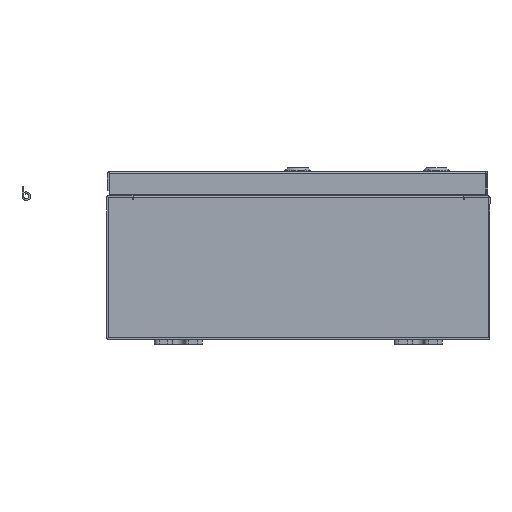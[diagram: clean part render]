
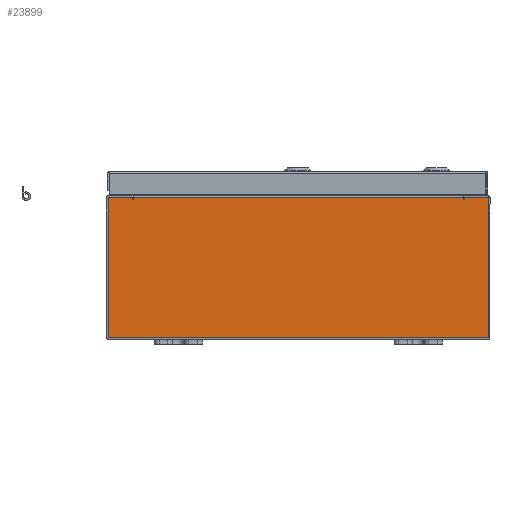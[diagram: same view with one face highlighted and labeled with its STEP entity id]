
A CAD part, front view. The second image highlights one B-rep face of the part: STEP entity #23899.
In plain terms, the highlighted face is planar.
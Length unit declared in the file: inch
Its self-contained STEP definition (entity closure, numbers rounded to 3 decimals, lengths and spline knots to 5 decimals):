
#55 = LINE ( 'NONE', #19875, #50385 ) ;
#493 = DIRECTION ( 'NONE',  ( 1., 0., 0. ) ) ;
#610 = VERTEX_POINT ( 'NONE', #31109 ) ;
#1041 = CARTESIAN_POINT ( 'NONE',  ( -7.9253, 0., 2.9253 ) ) ;
#1321 = VERTEX_POINT ( 'NONE', #11676 ) ;
#1630 = LINE ( 'NONE', #45859, #37451 ) ;
#1752 = VERTEX_POINT ( 'NONE', #59929 ) ;
#2169 = PLANE ( 'NONE',  #28476 ) ;
#2380 = DIRECTION ( 'NONE',  ( 0., 0., -1. ) ) ;
#4713 = AXIS2_PLACEMENT_3D ( 'NONE', #49128, #19899, #54006 ) ;
#5654 = VERTEX_POINT ( 'NONE', #62557 ) ;
#6037 = CARTESIAN_POINT ( 'NONE',  ( 6.8872, 0., 2.9123 ) ) ;
#6628 = LINE ( 'NONE', #9850, #56960 ) ;
#6898 = LINE ( 'NONE', #16852, #8422 ) ;
#7809 = CARTESIAN_POINT ( 'NONE',  ( 6.92455, 0., 2.87495 ) ) ;
#8406 = DIRECTION ( 'NONE',  ( 0., 0., 1. ) ) ;
#8422 = VECTOR ( 'NONE', #55667, 39.37008 ) ;
#9070 = CARTESIAN_POINT ( 'NONE',  ( -6.90587, 0., 2.87495 ) ) ;
#9671 = AXIS2_PLACEMENT_3D ( 'NONE', #9070, #43153, #13954 ) ;
#9850 = CARTESIAN_POINT ( 'NONE',  ( 6.92455, 0., 0. ) ) ;
#11676 = CARTESIAN_POINT ( 'NONE',  ( -7.9253, 0., -2.9253 ) ) ;
#12739 = VERTEX_POINT ( 'NONE', #48793 ) ;
#13817 = EDGE_LOOP ( 'NONE', ( #29570, #22649, #42849, #53194, #59319, #52263, #40694, #40277, #36721, #19500, #54251, #61221 ) ) ;
#13954 = DIRECTION ( 'NONE',  ( 0., 0., -1. ) ) ;
#14565 = VERTEX_POINT ( 'NONE', #7809 ) ;
#15920 = EDGE_CURVE ( 'NONE', #57830, #23724, #18418, .T. ) ;
#16625 = VERTEX_POINT ( 'NONE', #17857 ) ;
#16649 = VECTOR ( 'NONE', #22267, 39.37008 ) ;
#16852 = CARTESIAN_POINT ( 'NONE',  ( -6.92455, 0., 0. ) ) ;
#17702 = CIRCLE ( 'NONE', #9671, 0.01868 ) ;
#17857 = CARTESIAN_POINT ( 'NONE',  ( 6.92455, 0., 2.9253 ) ) ;
#17985 = CARTESIAN_POINT ( 'NONE',  ( -7.9253, 0., 2.9253 ) ) ;
#18253 = EDGE_CURVE ( 'NONE', #44770, #12739, #1630, .T. ) ;
#18418 = LINE ( 'NONE', #32180, #54282 ) ;
#18886 = DIRECTION ( 'NONE',  ( 0., 0., -1. ) ) ;
#19500 = ORIENTED_EDGE ( 'NONE', *, *, #62115, .T. ) ;
#19875 = CARTESIAN_POINT ( 'NONE',  ( -6.8872, 0., 2.9123 ) ) ;
#19899 = DIRECTION ( 'NONE',  ( 0., 1., 0. ) ) ;
#21542 = VERTEX_POINT ( 'NONE', #57695 ) ;
#21567 = EDGE_CURVE ( 'NONE', #5654, #56012, #17702, .T. ) ;
#21922 = VECTOR ( 'NONE', #18886, 39.37008 ) ;
#22191 = CIRCLE ( 'NONE', #4713, 0.01868 ) ;
#22267 = DIRECTION ( 'NONE',  ( -1., 0., 0. ) ) ;
#22649 = ORIENTED_EDGE ( 'NONE', *, *, #21567, .F. ) ;
#23602 = EDGE_CURVE ( 'NONE', #21542, #23724, #55, .T. ) ;
#23724 = VERTEX_POINT ( 'NONE', #6037 ) ;
#23898 = EDGE_CURVE ( 'NONE', #56012, #1752, #6898, .T. ) ;
#23899 = ADVANCED_FACE ( 'NONE', ( #31294 ), #2169, .F. ) ;
#27071 = VECTOR ( 'NONE', #59477, 39.37008 ) ;
#28476 = AXIS2_PLACEMENT_3D ( 'NONE', #60819, #31569, #2380 ) ;
#29128 = LINE ( 'NONE', #17985, #43633 ) ;
#29570 = ORIENTED_EDGE ( 'NONE', *, *, #23898, .F. ) ;
#30369 = EDGE_CURVE ( 'NONE', #16625, #14565, #6628, .T. ) ;
#30755 = VECTOR ( 'NONE', #47402, 39.37008 ) ;
#31109 = CARTESIAN_POINT ( 'NONE',  ( -7.9253, 0., 2.9253 ) ) ;
#31294 = FACE_OUTER_BOUND ( 'NONE', #13817, .T. ) ;
#31569 = DIRECTION ( 'NONE',  ( 0., -1., 0. ) ) ;
#32180 = CARTESIAN_POINT ( 'NONE',  ( 6.8872, 0., 0. ) ) ;
#32389 = DIRECTION ( 'NONE',  ( 0., 0., 1. ) ) ;
#36586 = EDGE_CURVE ( 'NONE', #21542, #5654, #62449, .T. ) ;
#36721 = ORIENTED_EDGE ( 'NONE', *, *, #18253, .T. ) ;
#36800 = CARTESIAN_POINT ( 'NONE',  ( -7.9253, 0., -2.9253 ) ) ;
#37451 = VECTOR ( 'NONE', #50770, 39.37008 ) ;
#39043 = DIRECTION ( 'NONE',  ( 0., 0., -1. ) ) ;
#40106 = LINE ( 'NONE', #1041, #27071 ) ;
#40277 = ORIENTED_EDGE ( 'NONE', *, *, #49521, .T. ) ;
#40694 = ORIENTED_EDGE ( 'NONE', *, *, #30369, .F. ) ;
#41295 = CARTESIAN_POINT ( 'NONE',  ( 6.8872, 0., 2.87495 ) ) ;
#42133 = EDGE_CURVE ( 'NONE', #610, #1752, #45255, .T. ) ;
#42849 = ORIENTED_EDGE ( 'NONE', *, *, #36586, .F. ) ;
#43153 = DIRECTION ( 'NONE',  ( 0., 1., 0. ) ) ;
#43633 = VECTOR ( 'NONE', #8406, 39.37008 ) ;
#44770 = VERTEX_POINT ( 'NONE', #59573 ) ;
#45255 = LINE ( 'NONE', #52301, #30755 ) ;
#45859 = CARTESIAN_POINT ( 'NONE',  ( 7.9253, 0., 2.9253 ) ) ;
#46157 = CARTESIAN_POINT ( 'NONE',  ( -6.92455, 0., 2.87495 ) ) ;
#47402 = DIRECTION ( 'NONE',  ( 1., 0., 0. ) ) ;
#48793 = CARTESIAN_POINT ( 'NONE',  ( 7.9253, 0., -2.9253 ) ) ;
#49128 = CARTESIAN_POINT ( 'NONE',  ( 6.90587, 0., 2.87495 ) ) ;
#49521 = EDGE_CURVE ( 'NONE', #16625, #44770, #40106, .T. ) ;
#50385 = VECTOR ( 'NONE', #493, 39.37008 ) ;
#50770 = DIRECTION ( 'NONE',  ( 0., 0., -1. ) ) ;
#52263 = ORIENTED_EDGE ( 'NONE', *, *, #56436, .F. ) ;
#52301 = CARTESIAN_POINT ( 'NONE',  ( -7.9253, 0., 2.9253 ) ) ;
#53194 = ORIENTED_EDGE ( 'NONE', *, *, #23602, .T. ) ;
#54006 = DIRECTION ( 'NONE',  ( 0., 0., -1. ) ) ;
#54251 = ORIENTED_EDGE ( 'NONE', *, *, #55609, .T. ) ;
#54282 = VECTOR ( 'NONE', #32389, 39.37008 ) ;
#55565 = LINE ( 'NONE', #36800, #16649 ) ;
#55609 = EDGE_CURVE ( 'NONE', #1321, #610, #29128, .T. ) ;
#55667 = DIRECTION ( 'NONE',  ( 0., 0., 1. ) ) ;
#56012 = VERTEX_POINT ( 'NONE', #46157 ) ;
#56436 = EDGE_CURVE ( 'NONE', #14565, #57830, #22191, .T. ) ;
#56960 = VECTOR ( 'NONE', #39043, 39.37008 ) ;
#57695 = CARTESIAN_POINT ( 'NONE',  ( -6.8872, 0., 2.9123 ) ) ;
#57830 = VERTEX_POINT ( 'NONE', #41295 ) ;
#59319 = ORIENTED_EDGE ( 'NONE', *, *, #15920, .F. ) ;
#59477 = DIRECTION ( 'NONE',  ( 1., 0., 0. ) ) ;
#59573 = CARTESIAN_POINT ( 'NONE',  ( 7.9253, 0., 2.9253 ) ) ;
#59929 = CARTESIAN_POINT ( 'NONE',  ( -6.92455, 0., 2.9253 ) ) ;
#60819 = CARTESIAN_POINT ( 'NONE',  ( 0., 0., 0. ) ) ;
#61221 = ORIENTED_EDGE ( 'NONE', *, *, #42133, .T. ) ;
#62115 = EDGE_CURVE ( 'NONE', #12739, #1321, #55565, .T. ) ;
#62449 = LINE ( 'NONE', #62663, #21922 ) ;
#62557 = CARTESIAN_POINT ( 'NONE',  ( -6.8872, 0., 2.87495 ) ) ;
#62663 = CARTESIAN_POINT ( 'NONE',  ( -6.8872, 0., 0. ) ) ;
